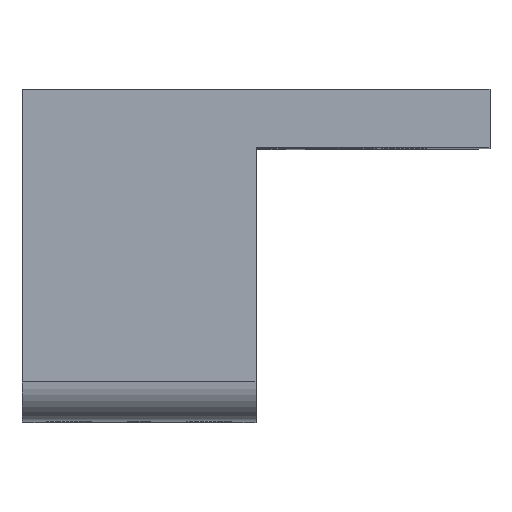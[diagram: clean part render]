
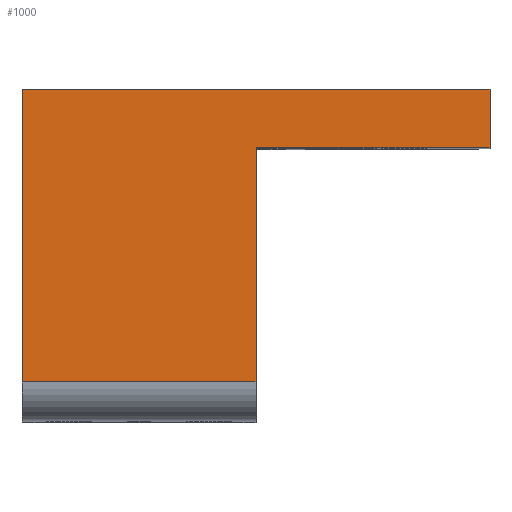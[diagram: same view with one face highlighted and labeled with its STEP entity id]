
A CAD part, top view. The second image highlights one B-rep face of the part: STEP entity #1000.
In plain terms, the highlighted planar face has unit normal (0, 0, 1).
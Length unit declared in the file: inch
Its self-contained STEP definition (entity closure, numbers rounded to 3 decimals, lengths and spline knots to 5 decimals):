
#121=FACE_OUTER_BOUND('',#177,.T.);
#177=EDGE_LOOP('',(#780,#781,#782,#783,#784,#785));
#238=LINE('',#1450,#339);
#245=LINE('',#1483,#346);
#292=LINE('',#1577,#393);
#294=LINE('',#1581,#395);
#295=LINE('',#1583,#396);
#296=LINE('',#1584,#397);
#339=VECTOR('',#1161,0.3937);
#346=VECTOR('',#1190,0.3937);
#393=VECTOR('',#1259,0.3937);
#395=VECTOR('',#1263,0.3937);
#396=VECTOR('',#1264,0.3937);
#397=VECTOR('',#1265,0.3937);
#439=VERTEX_POINT('',#1447);
#440=VERTEX_POINT('',#1449);
#455=VERTEX_POINT('',#1481);
#491=VERTEX_POINT('',#1575);
#492=VERTEX_POINT('',#1580);
#493=VERTEX_POINT('',#1582);
#537=EDGE_CURVE('',#439,#440,#238,.F.);
#554=EDGE_CURVE('',#455,#439,#245,.T.);
#602=EDGE_CURVE('',#491,#455,#292,.T.);
#604=EDGE_CURVE('',#491,#492,#294,.F.);
#605=EDGE_CURVE('',#492,#493,#295,.F.);
#606=EDGE_CURVE('',#440,#493,#296,.F.);
#780=ORIENTED_EDGE('',*,*,#602,.F.);
#781=ORIENTED_EDGE('',*,*,#604,.T.);
#782=ORIENTED_EDGE('',*,*,#605,.T.);
#783=ORIENTED_EDGE('',*,*,#606,.F.);
#784=ORIENTED_EDGE('',*,*,#537,.F.);
#785=ORIENTED_EDGE('',*,*,#554,.F.);
#971=PLANE('',#1073);
#1000=ADVANCED_FACE('',(#121),#971,.T.);
#1073=AXIS2_PLACEMENT_3D('',#1579,#1261,#1262);
#1161=DIRECTION('',(-1.,0.,0.));
#1190=DIRECTION('',(0.,1.,0.));
#1259=DIRECTION('',(-1.,0.,0.));
#1261=DIRECTION('center_axis',(0.,0.,1.));
#1262=DIRECTION('ref_axis',(0.,-1.,0.));
#1263=DIRECTION('',(0.,-1.,0.));
#1264=DIRECTION('',(-1.,0.,0.));
#1265=DIRECTION('',(0.,1.,0.));
#1447=CARTESIAN_POINT('',(0.,2.125,6.05));
#1449=CARTESIAN_POINT('',(3.,2.125,6.05));
#1450=CARTESIAN_POINT('',(0.,2.125,6.05));
#1481=CARTESIAN_POINT('',(0.,0.25,6.05));
#1483=CARTESIAN_POINT('',(0.,1.59375,6.05));
#1575=CARTESIAN_POINT('',(1.5,0.25,6.05));
#1577=CARTESIAN_POINT('',(0.,0.25,6.05));
#1579=CARTESIAN_POINT('Origin',(0.,2.125,6.05));
#1580=CARTESIAN_POINT('',(1.5,1.75,6.05));
#1581=CARTESIAN_POINT('',(1.5,1.0625,6.05));
#1582=CARTESIAN_POINT('',(3.,1.75,6.05));
#1583=CARTESIAN_POINT('',(0.75,1.75,6.05));
#1584=CARTESIAN_POINT('',(3.,1.59375,6.05));
